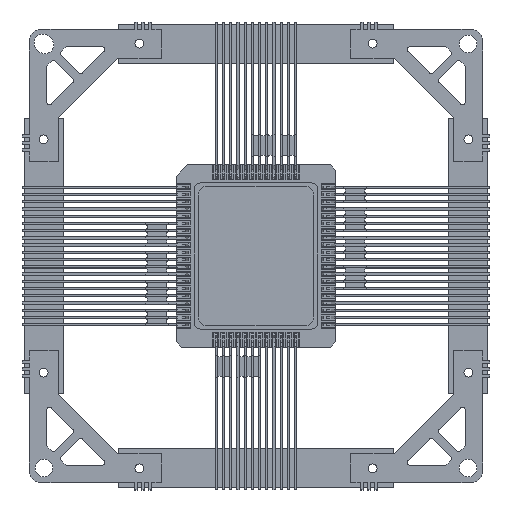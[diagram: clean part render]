
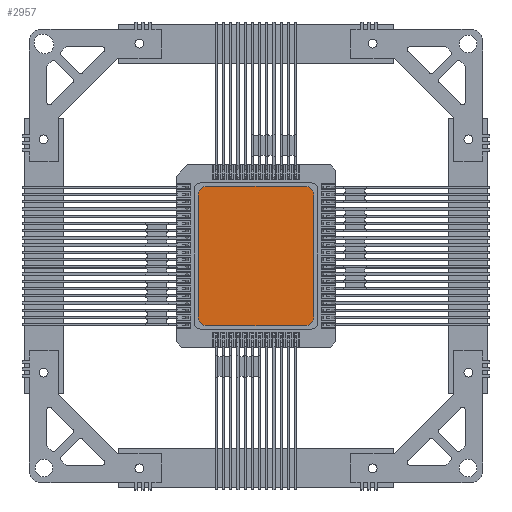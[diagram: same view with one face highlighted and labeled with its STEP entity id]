
A CAD part, top view. The second image highlights one B-rep face of the part: STEP entity #2957.
In plain terms, the highlighted face is planar.
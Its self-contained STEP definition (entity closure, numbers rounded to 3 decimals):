
#2714=CARTESIAN_POINT('',(-4.318,0.307,-5.334));
#2715=DIRECTION('',(0.,1.,0.));
#2716=DIRECTION('',(0.,0.,-1.));
#2717=AXIS2_PLACEMENT_3D('',#2714,#2715,#2716);
#2722=DIRECTION('',(-1.,0.,0.));
#2723=VECTOR('',#2722,8.636);
#2724=CARTESIAN_POINT('',(4.318,0.307,-6.096));
#2725=LINE('',#2724,#2723);
#2729=CARTESIAN_POINT('',(4.318,0.307,-5.334));
#2730=DIRECTION('',(0.,1.,0.));
#2731=DIRECTION('',(1.,0.,0.));
#2732=AXIS2_PLACEMENT_3D('',#2729,#2730,#2731);
#2737=DIRECTION('',(0.,0.,-1.));
#2738=VECTOR('',#2737,10.668);
#2739=CARTESIAN_POINT('',(5.08,0.307,5.334));
#2740=LINE('',#2739,#2738);
#2744=CARTESIAN_POINT('',(4.318,0.307,5.334));
#2745=DIRECTION('',(0.,1.,0.));
#2746=DIRECTION('',(0.,0.,1.));
#2747=AXIS2_PLACEMENT_3D('',#2744,#2745,#2746);
#2752=DIRECTION('',(1.,0.,0.));
#2753=VECTOR('',#2752,8.636);
#2754=CARTESIAN_POINT('',(-4.318,0.307,6.096));
#2755=LINE('',#2754,#2753);
#2759=CARTESIAN_POINT('',(-4.318,0.307,5.334));
#2760=DIRECTION('',(0.,1.,0.));
#2761=DIRECTION('',(-1.,0.,0.));
#2762=AXIS2_PLACEMENT_3D('',#2759,#2760,#2761);
#2767=DIRECTION('',(0.,0.,1.));
#2768=VECTOR('',#2767,10.668);
#2769=CARTESIAN_POINT('',(-5.08,0.307,-5.334));
#2770=LINE('',#2769,#2768);
#2790=CARTESIAN_POINT('',(-4.318,0.307,-6.096));
#2791=CARTESIAN_POINT('',(-5.08,0.307,-5.334));
#2792=VERTEX_POINT('',#2790);
#2793=VERTEX_POINT('',#2791);
#2794=CARTESIAN_POINT('',(-5.08,0.307,5.334));
#2795=VERTEX_POINT('',#2794);
#2796=CARTESIAN_POINT('',(-4.318,0.307,6.096));
#2797=VERTEX_POINT('',#2796);
#2798=CARTESIAN_POINT('',(4.318,0.307,6.096));
#2799=VERTEX_POINT('',#2798);
#2800=CARTESIAN_POINT('',(5.08,0.307,5.334));
#2801=VERTEX_POINT('',#2800);
#2802=CARTESIAN_POINT('',(5.08,0.307,-5.334));
#2803=VERTEX_POINT('',#2802);
#2804=CARTESIAN_POINT('',(4.318,0.307,-6.096));
#2805=VERTEX_POINT('',#2804);
#2942=CARTESIAN_POINT('',(0.,0.307,0.));
#2943=DIRECTION('',(0.,1.,0.));
#2944=DIRECTION('',(1.,0.,0.));
#2945=AXIS2_PLACEMENT_3D('',#2942,#2943,#2944);
#2946=PLANE('',#2945);
#2947=ORIENTED_EDGE('',*,*,#2838,.F.);
#2948=ORIENTED_EDGE('',*,*,#2853,.F.);
#2949=ORIENTED_EDGE('',*,*,#2867,.F.);
#2950=ORIENTED_EDGE('',*,*,#2881,.F.);
#2951=ORIENTED_EDGE('',*,*,#2895,.F.);
#2952=ORIENTED_EDGE('',*,*,#2909,.F.);
#2953=ORIENTED_EDGE('',*,*,#2923,.F.);
#2954=ORIENTED_EDGE('',*,*,#2936,.F.);
#2955=EDGE_LOOP('',(#2947,#2948,#2949,#2950,#2951,#2952,#2953,#2954));
#2956=FACE_OUTER_BOUND('',#2955,.F.);
#2718=CIRCLE('',#2717,0.762);
#2733=CIRCLE('',#2732,0.762);
#2748=CIRCLE('',#2747,0.762);
#2763=CIRCLE('',#2762,0.762);
#2838=EDGE_CURVE('',#2792,#2793,#2718,.T.);
#2853=EDGE_CURVE('',#2805,#2792,#2725,.T.);
#2867=EDGE_CURVE('',#2803,#2805,#2733,.T.);
#2881=EDGE_CURVE('',#2801,#2803,#2740,.T.);
#2895=EDGE_CURVE('',#2799,#2801,#2748,.T.);
#2909=EDGE_CURVE('',#2797,#2799,#2755,.T.);
#2923=EDGE_CURVE('',#2795,#2797,#2763,.T.);
#2936=EDGE_CURVE('',#2793,#2795,#2770,.T.);
#2957=ADVANCED_FACE('',(#2956),#2946,.T.);
